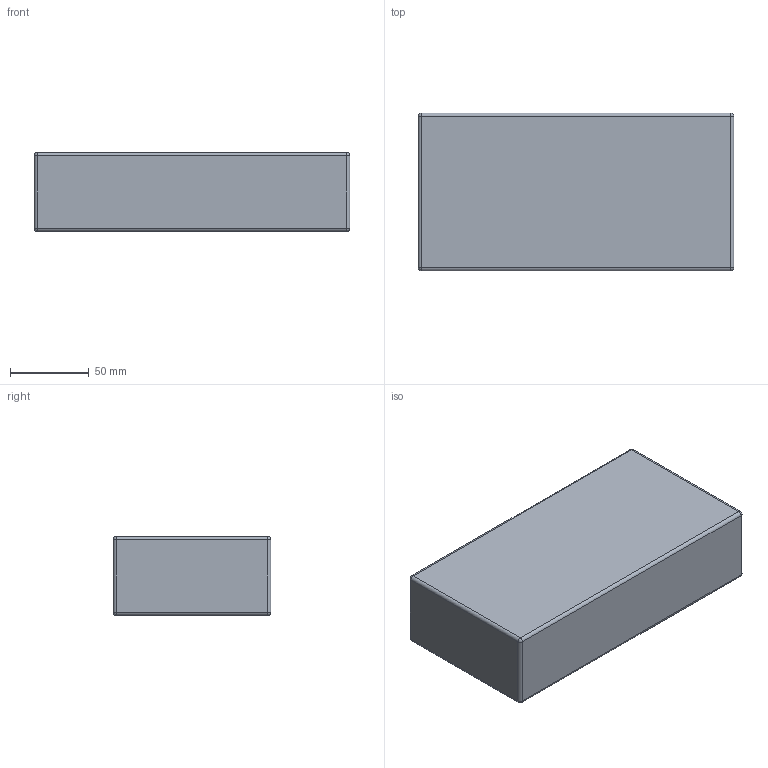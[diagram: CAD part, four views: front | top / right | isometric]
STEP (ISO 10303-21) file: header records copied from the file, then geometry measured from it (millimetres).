
FILE_DESCRIPTION(('Open CASCADE Model'),'2;1');
FILE_NAME('Open CASCADE Shape Model','2024-07-02T15:29:38',('Author'),( 'Open CASCADE'),'Open CASCADE STEP processor 7.7','Open CASCADE 7.7' ,'Unknown');
FILE_SCHEMA(('AUTOMOTIVE_DESIGN { 1 0 10303 214 1 1 1 1 }'));
Length unit declared in the file: millimetre
Products named in the file (1): Open CASCADE STEP translator 7.7 2
Bounding box: 200 x 100 x 50 mm (x, y, z)
Volume: 325519 mm3; surface area: 94734 mm2
Topology: 1 solids, 1 shells, 79 faces, 168 edges, 88 vertices
Faces by surface type: cylinder 44, plane 19, sphere 12, torus 4
Full cylindrical faces by diameter (mm): 5 x4
Entity records: 6237 total; most frequent: CARTESIAN_POINT 3058, DIRECTION 573, ORIENTED_EDGE 320, PCURVE 320, DEFINITIONAL_REPRESENTATION 320, LINE 248, VECTOR 248, EDGE_CURVE 160
